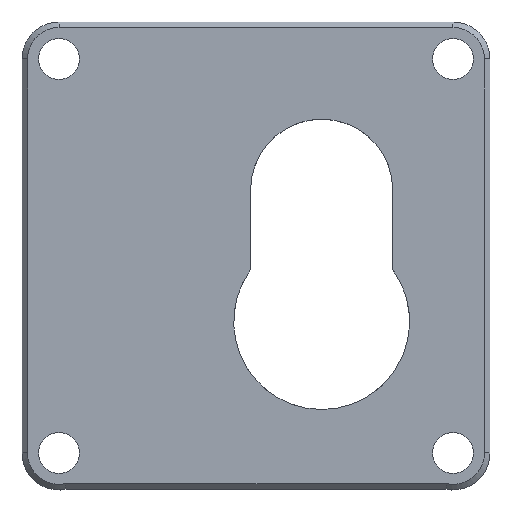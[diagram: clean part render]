
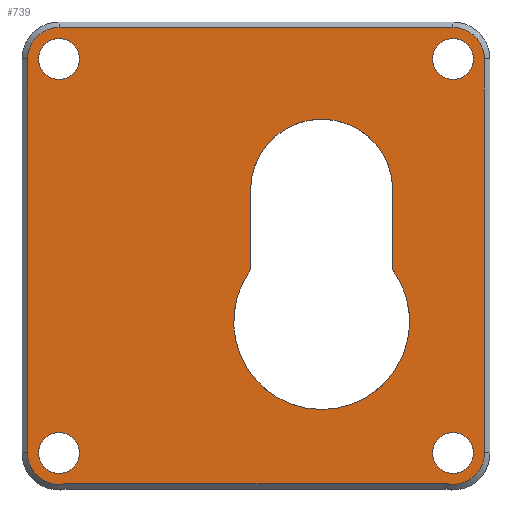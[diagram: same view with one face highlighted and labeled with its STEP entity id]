
A CAD part, top view. The second image highlights one B-rep face of the part: STEP entity #739.
In plain terms, the highlighted planar face has unit normal (0, 0, 1).
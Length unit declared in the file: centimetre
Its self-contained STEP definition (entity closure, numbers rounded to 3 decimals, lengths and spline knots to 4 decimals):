
#24=FACE_BOUND('',#148,.T.);
#25=FACE_BOUND('',#149,.T.);
#26=FACE_BOUND('',#150,.T.);
#27=FACE_BOUND('',#151,.T.);
#28=FACE_BOUND('',#152,.T.);
#81=PLANE('',#794);
#107=FACE_OUTER_BOUND('',#147,.T.);
#147=EDGE_LOOP('',(#564,#565,#566,#567,#568,#569,#570,#571));
#148=EDGE_LOOP('',(#572,#573,#574,#575));
#149=EDGE_LOOP('',(#576));
#150=EDGE_LOOP('',(#577));
#151=EDGE_LOOP('',(#578));
#152=EDGE_LOOP('',(#579));
#189=LINE('',#1073,#248);
#193=LINE('',#1085,#252);
#197=LINE('',#1097,#256);
#200=LINE('',#1108,#259);
#210=LINE('',#1137,#269);
#211=LINE('',#1140,#270);
#248=VECTOR('',#859,1.);
#252=VECTOR('',#871,1.);
#256=VECTOR('',#883,1.);
#259=VECTOR('',#896,1.);
#269=VECTOR('',#924,1.);
#270=VECTOR('',#927,1.);
#306=CIRCLE('',#770,0.2875);
#310=CIRCLE('',#776,0.2875);
#312=CIRCLE('',#780,0.2875);
#314=CIRCLE('',#784,0.2875);
#319=CIRCLE('',#795,0.8036);
#320=CIRCLE('',#796,0.65);
#321=CIRCLE('',#797,0.1875);
#322=CIRCLE('',#798,0.1875);
#323=CIRCLE('',#799,0.1875);
#324=CIRCLE('',#800,0.1875);
#343=VERTEX_POINT('',#1063);
#344=VERTEX_POINT('',#1064);
#347=VERTEX_POINT('',#1072);
#349=VERTEX_POINT('',#1078);
#351=VERTEX_POINT('',#1084);
#353=VERTEX_POINT('',#1090);
#355=VERTEX_POINT('',#1096);
#358=VERTEX_POINT('',#1104);
#366=VERTEX_POINT('',#1133);
#367=VERTEX_POINT('',#1134);
#368=VERTEX_POINT('',#1136);
#369=VERTEX_POINT('',#1138);
#370=VERTEX_POINT('',#1141);
#371=VERTEX_POINT('',#1143);
#372=VERTEX_POINT('',#1145);
#373=VERTEX_POINT('',#1147);
#411=EDGE_CURVE('',#343,#344,#306,.T.);
#415=EDGE_CURVE('',#344,#347,#189,.T.);
#420=EDGE_CURVE('',#347,#349,#310,.T.);
#421=EDGE_CURVE('',#349,#351,#193,.T.);
#426=EDGE_CURVE('',#351,#353,#312,.T.);
#427=EDGE_CURVE('',#353,#355,#197,.T.);
#431=EDGE_CURVE('',#355,#358,#314,.T.);
#433=EDGE_CURVE('',#358,#343,#200,.T.);
#446=EDGE_CURVE('',#366,#367,#319,.F.);
#447=EDGE_CURVE('',#368,#367,#210,.T.);
#448=EDGE_CURVE('',#368,#369,#320,.F.);
#449=EDGE_CURVE('',#366,#369,#211,.T.);
#450=EDGE_CURVE('',#370,#370,#321,.T.);
#451=EDGE_CURVE('',#371,#371,#322,.T.);
#452=EDGE_CURVE('',#372,#372,#323,.T.);
#453=EDGE_CURVE('',#373,#373,#324,.T.);
#564=ORIENTED_EDGE('',*,*,#411,.F.);
#565=ORIENTED_EDGE('',*,*,#433,.F.);
#566=ORIENTED_EDGE('',*,*,#431,.F.);
#567=ORIENTED_EDGE('',*,*,#427,.F.);
#568=ORIENTED_EDGE('',*,*,#426,.F.);
#569=ORIENTED_EDGE('',*,*,#421,.F.);
#570=ORIENTED_EDGE('',*,*,#420,.F.);
#571=ORIENTED_EDGE('',*,*,#415,.F.);
#572=ORIENTED_EDGE('',*,*,#446,.T.);
#573=ORIENTED_EDGE('',*,*,#447,.F.);
#574=ORIENTED_EDGE('',*,*,#448,.T.);
#575=ORIENTED_EDGE('',*,*,#449,.F.);
#576=ORIENTED_EDGE('',*,*,#450,.T.);
#577=ORIENTED_EDGE('',*,*,#451,.T.);
#578=ORIENTED_EDGE('',*,*,#452,.T.);
#579=ORIENTED_EDGE('',*,*,#453,.T.);
#739=ADVANCED_FACE('',(#107,#24,#25,#26,#27,#28),#81,.F.);
#770=AXIS2_PLACEMENT_3D('',#1065,#850,#851);
#776=AXIS2_PLACEMENT_3D('',#1082,#867,#868);
#780=AXIS2_PLACEMENT_3D('',#1094,#879,#880);
#784=AXIS2_PLACEMENT_3D('',#1105,#890,#891);
#794=AXIS2_PLACEMENT_3D('',#1132,#920,#921);
#795=AXIS2_PLACEMENT_3D('',#1135,#922,#923);
#796=AXIS2_PLACEMENT_3D('',#1139,#925,#926);
#797=AXIS2_PLACEMENT_3D('',#1142,#928,#929);
#798=AXIS2_PLACEMENT_3D('',#1144,#930,#931);
#799=AXIS2_PLACEMENT_3D('',#1146,#932,#933);
#800=AXIS2_PLACEMENT_3D('',#1148,#934,#935);
#850=DIRECTION('center_axis',(0.,0.,-1.));
#851=DIRECTION('ref_axis',(-1.,0.,0.));
#859=DIRECTION('',(0.,1.,0.));
#867=DIRECTION('center_axis',(0.,0.,-1.));
#868=DIRECTION('ref_axis',(-1.,0.,0.));
#871=DIRECTION('',(1.,0.,0.));
#879=DIRECTION('center_axis',(0.,0.,-1.));
#880=DIRECTION('ref_axis',(1.,0.,0.));
#883=DIRECTION('',(0.,-1.,0.));
#890=DIRECTION('center_axis',(0.,0.,-1.));
#891=DIRECTION('ref_axis',(1.,0.,0.));
#896=DIRECTION('',(-1.,0.,0.));
#920=DIRECTION('center_axis',(0.,0.,-1.));
#921=DIRECTION('ref_axis',(-1.,0.,0.));
#922=DIRECTION('center_axis',(0.,0.,1.));
#923=DIRECTION('ref_axis',(0.741,0.672,0.));
#924=DIRECTION('',(0.,-1.,0.));
#925=DIRECTION('center_axis',(0.,0.,1.));
#926=DIRECTION('ref_axis',(-1.,0.,0.));
#927=DIRECTION('',(0.,1.,0.));
#928=DIRECTION('center_axis',(0.,0.,-1.));
#929=DIRECTION('ref_axis',(1.,0.,0.));
#930=DIRECTION('center_axis',(0.,0.,-1.));
#931=DIRECTION('ref_axis',(1.,0.,0.));
#932=DIRECTION('center_axis',(0.,0.,-1.));
#933=DIRECTION('ref_axis',(1.,0.,0.));
#934=DIRECTION('center_axis',(0.,0.,-1.));
#935=DIRECTION('ref_axis',(1.,0.,0.));
#1063=CARTESIAN_POINT('',(-3.5403,-0.2812,0.9));
#1064=CARTESIAN_POINT('',(-3.8875,0.,0.9));
#1065=CARTESIAN_POINT('Origin',(-3.6,0.,0.9));
#1072=CARTESIAN_POINT('',(-3.8875,3.6,0.9));
#1073=CARTESIAN_POINT('',(-3.8875,1.8,0.9));
#1078=CARTESIAN_POINT('',(-3.6,3.8875,0.9));
#1082=CARTESIAN_POINT('Origin',(-3.6,3.6,0.9));
#1084=CARTESIAN_POINT('',(0.,3.8875,0.9));
#1085=CARTESIAN_POINT('',(0.,3.8875,0.9));
#1090=CARTESIAN_POINT('',(0.2875,3.6,0.9));
#1094=CARTESIAN_POINT('Origin',(0.,3.6,0.9));
#1096=CARTESIAN_POINT('',(0.2875,0.,0.9));
#1097=CARTESIAN_POINT('',(0.2875,0.,0.9));
#1104=CARTESIAN_POINT('',(-0.0597,-0.2812,0.9));
#1105=CARTESIAN_POINT('Origin',(0.,0.,0.9));
#1108=CARTESIAN_POINT('',(-1.7677,-0.2812,0.9));
#1132=CARTESIAN_POINT('Origin',(0.,0.,0.9));
#1133=CARTESIAN_POINT('',(-0.55,1.6725,0.9));
#1134=CARTESIAN_POINT('',(-1.85,1.6725,0.9));
#1135=CARTESIAN_POINT('Origin',(-1.2,1.2,0.9));
#1136=CARTESIAN_POINT('',(-1.85,2.4,0.9));
#1137=CARTESIAN_POINT('',(-1.85,1.2,0.9));
#1138=CARTESIAN_POINT('',(-0.55,2.4,0.9));
#1139=CARTESIAN_POINT('Origin',(-1.2,2.4,0.9));
#1140=CARTESIAN_POINT('',(-0.55,0.8721,0.9));
#1141=CARTESIAN_POINT('',(0.1875,3.6,0.9));
#1142=CARTESIAN_POINT('Origin',(0.,3.6,0.9));
#1143=CARTESIAN_POINT('',(-3.4125,3.6,0.9));
#1144=CARTESIAN_POINT('Origin',(-3.6,3.6,0.9));
#1145=CARTESIAN_POINT('',(-3.4125,0.,0.9));
#1146=CARTESIAN_POINT('Origin',(-3.6,0.,0.9));
#1147=CARTESIAN_POINT('',(0.1875,0.,0.9));
#1148=CARTESIAN_POINT('Origin',(0.,0.,0.9));
